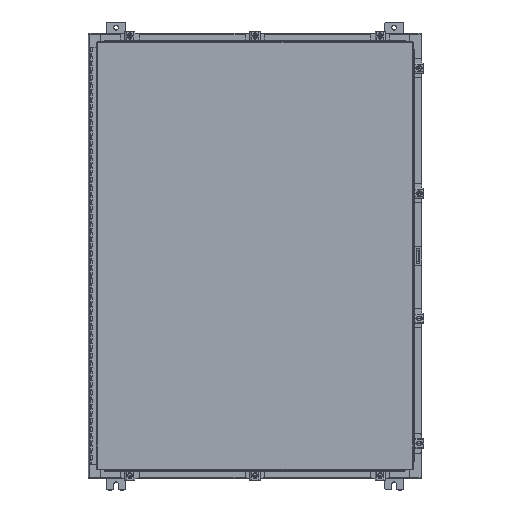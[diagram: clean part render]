
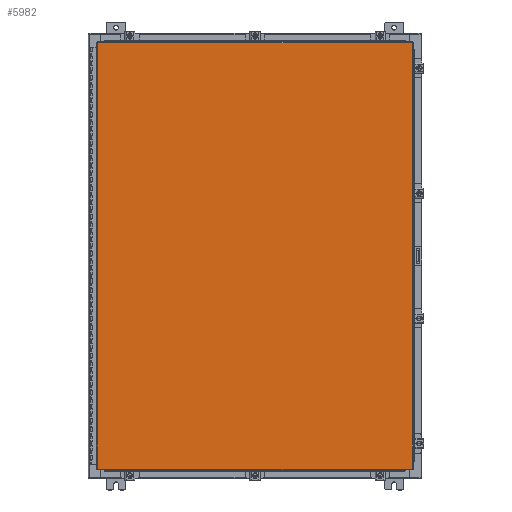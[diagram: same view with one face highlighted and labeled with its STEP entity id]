
A CAD part, top view. The second image highlights one B-rep face of the part: STEP entity #5982.
In plain terms, the highlighted planar face has unit normal (0, 0, 1).
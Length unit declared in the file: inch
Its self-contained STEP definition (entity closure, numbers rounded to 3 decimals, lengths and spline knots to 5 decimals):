
#25 = CARTESIAN_POINT ( 'NONE',  ( 16.9903, 23.0063, 0. ) ) ;
#3387 = EDGE_CURVE ( 'NONE', #50913, #3507, #33335, .T. ) ;
#3507 = VERTEX_POINT ( 'NONE', #31065 ) ;
#3648 = CARTESIAN_POINT ( 'NONE',  ( 0., 0., 0. ) ) ;
#4104 = DIRECTION ( 'NONE',  ( 0., 1., 0. ) ) ;
#5982 = ADVANCED_FACE ( 'NONE', ( #33607 ), #29200, .F. ) ;
#6112 = VECTOR ( 'NONE', #4104, 39.37008 ) ;
#7935 = DIRECTION ( 'NONE',  ( 0., 0., -1. ) ) ;
#9081 = CARTESIAN_POINT ( 'NONE',  ( -16.9903, 23.0063, 0. ) ) ;
#13850 = LINE ( 'NONE', #34729, #35231 ) ;
#13889 = LINE ( 'NONE', #25, #21230 ) ;
#15018 = VERTEX_POINT ( 'NONE', #36266 ) ;
#15025 = ORIENTED_EDGE ( 'NONE', *, *, #50531, .T. ) ;
#16954 = DIRECTION ( 'NONE',  ( -1., 0., 0. ) ) ;
#18390 = ORIENTED_EDGE ( 'NONE', *, *, #43251, .T. ) ;
#20623 = VECTOR ( 'NONE', #38962, 39.37008 ) ;
#21199 = EDGE_LOOP ( 'NONE', ( #23003, #18390, #15025, #49154 ) ) ;
#21230 = VECTOR ( 'NONE', #16954, 39.37008 ) ;
#23003 = ORIENTED_EDGE ( 'NONE', *, *, #34850, .T. ) ;
#25332 = CARTESIAN_POINT ( 'NONE',  ( 16.9903, -23.0063, 0. ) ) ;
#29200 = PLANE ( 'NONE',  #55047 ) ;
#29744 = CARTESIAN_POINT ( 'NONE',  ( 16.9903, -23.0063, 0. ) ) ;
#31065 = CARTESIAN_POINT ( 'NONE',  ( -16.9903, -23.0063, 0. ) ) ;
#33335 = LINE ( 'NONE', #9081, #20623 ) ;
#33607 = FACE_OUTER_BOUND ( 'NONE', #21199, .T. ) ;
#34729 = CARTESIAN_POINT ( 'NONE',  ( -16.9903, -23.0063, 0. ) ) ;
#34850 = EDGE_CURVE ( 'NONE', #3507, #38948, #13850, .T. ) ;
#35231 = VECTOR ( 'NONE', #39066, 39.37008 ) ;
#36266 = CARTESIAN_POINT ( 'NONE',  ( 16.9903, 23.0063, 0. ) ) ;
#37808 = DIRECTION ( 'NONE',  ( -1., 0., 0. ) ) ;
#38948 = VERTEX_POINT ( 'NONE', #29744 ) ;
#38962 = DIRECTION ( 'NONE',  ( 0., -1., 0. ) ) ;
#39066 = DIRECTION ( 'NONE',  ( 1., 0., 0. ) ) ;
#40220 = LINE ( 'NONE', #25332, #6112 ) ;
#43251 = EDGE_CURVE ( 'NONE', #38948, #15018, #40220, .T. ) ;
#49154 = ORIENTED_EDGE ( 'NONE', *, *, #3387, .T. ) ;
#50531 = EDGE_CURVE ( 'NONE', #15018, #50913, #13889, .T. ) ;
#50913 = VERTEX_POINT ( 'NONE', #54151 ) ;
#54151 = CARTESIAN_POINT ( 'NONE',  ( -16.9903, 23.0063, 0. ) ) ;
#55047 = AXIS2_PLACEMENT_3D ( 'NONE', #3648, #7935, #37808 ) ;
